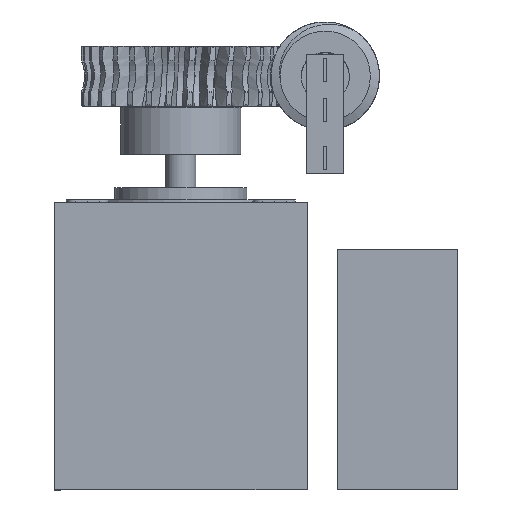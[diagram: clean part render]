
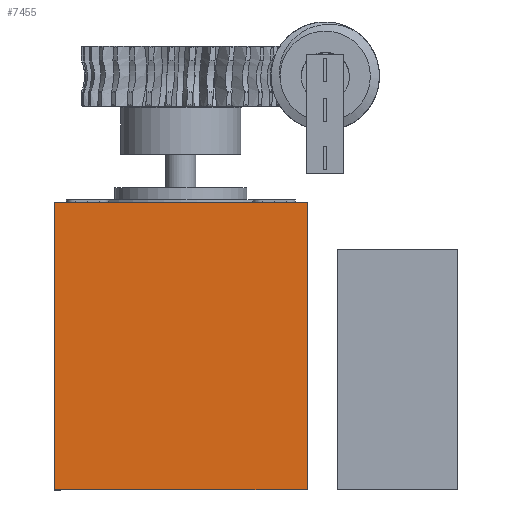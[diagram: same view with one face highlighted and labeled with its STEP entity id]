
A CAD part, front view. The second image highlights one B-rep face of the part: STEP entity #7455.
In plain terms, the highlighted planar face has unit normal (0, -1, 0).
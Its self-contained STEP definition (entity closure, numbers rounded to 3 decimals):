
#1531=FACE_OUTER_BOUND('',#1979,.T.);
#1979=EDGE_LOOP('',(#5039,#5040,#5041,#5042));
#2471=LINE('',#10411,#2680);
#2492=LINE('',#10465,#2701);
#2493=LINE('',#10467,#2702);
#2494=LINE('',#10468,#2703);
#2680=VECTOR('',#8789,10.);
#2701=VECTOR('',#8850,10.);
#2702=VECTOR('',#8851,10.);
#2703=VECTOR('',#8852,10.);
#2881=VERTEX_POINT('',#10409);
#2882=VERTEX_POINT('',#10410);
#2895=VERTEX_POINT('',#10464);
#2896=VERTEX_POINT('',#10466);
#3713=EDGE_CURVE('',#2881,#2882,#2471,.T.);
#3744=EDGE_CURVE('',#2882,#2895,#2492,.T.);
#3745=EDGE_CURVE('',#2896,#2895,#2493,.T.);
#3746=EDGE_CURVE('',#2881,#2896,#2494,.T.);
#5039=ORIENTED_EDGE('',*,*,#3713,.T.);
#5040=ORIENTED_EDGE('',*,*,#3744,.T.);
#5041=ORIENTED_EDGE('',*,*,#3745,.F.);
#5042=ORIENTED_EDGE('',*,*,#3746,.F.);
#7352=PLANE('',#8013);
#7455=ADVANCED_FACE('',(#1531),#7352,.T.);
#8013=AXIS2_PLACEMENT_3D('',#10463,#8848,#8849);
#8789=DIRECTION('',(1.,0.,0.));
#8848=DIRECTION('center_axis',(0.,-1.,0.));
#8849=DIRECTION('ref_axis',(1.,0.,0.));
#8850=DIRECTION('',(0.,0.,1.));
#8851=DIRECTION('',(1.,0.,0.));
#8852=DIRECTION('',(0.,0.,1.));
#10409=CARTESIAN_POINT('',(2.5,-39.8,11.423));
#10410=CARTESIAN_POINT('',(44.5,-39.8,11.423));
#10411=CARTESIAN_POINT('',(23.5,-39.8,11.423));
#10463=CARTESIAN_POINT('Origin',(2.5,-39.8,10.973));
#10464=CARTESIAN_POINT('',(44.5,-39.8,59.173));
#10465=CARTESIAN_POINT('',(44.5,-39.8,10.973));
#10466=CARTESIAN_POINT('',(2.5,-39.8,59.173));
#10467=CARTESIAN_POINT('',(2.5,-39.8,59.173));
#10468=CARTESIAN_POINT('',(2.5,-39.8,10.973));
